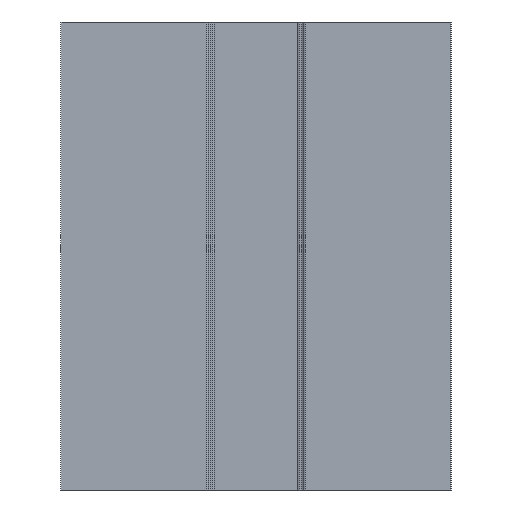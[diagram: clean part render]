
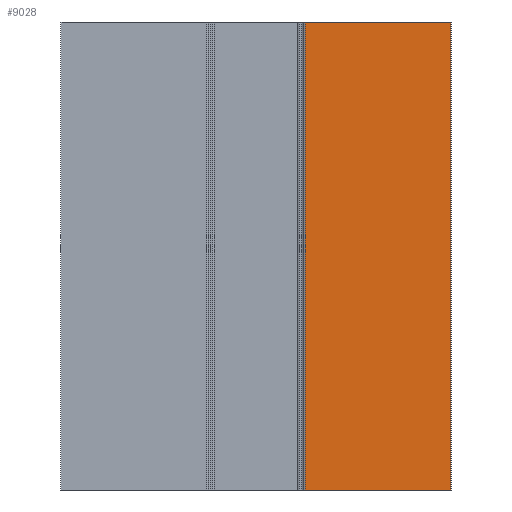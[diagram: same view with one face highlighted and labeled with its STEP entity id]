
A CAD part, front view. The second image highlights one B-rep face of the part: STEP entity #9028.
In plain terms, the highlighted planar face has unit normal (0, -1, 0).
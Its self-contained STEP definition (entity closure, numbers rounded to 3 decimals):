
#19 = CARTESIAN_POINT ( 'NONE',  ( 0., -25., 0. ) ) ;
#1271 = VECTOR ( 'NONE', #3186, 1000. ) ;
#1326 = LINE ( 'NONE', #19, #1271 ) ;
#2086 = DIRECTION ( 'NONE',  ( 0., 0., -1. ) ) ;
#2396 = FACE_OUTER_BOUND ( 'NONE', #2667, .T. ) ;
#2543 = CARTESIAN_POINT ( 'NONE',  ( 25., -25., 0. ) ) ;
#2667 = EDGE_LOOP ( 'NONE', ( #9001, #10109, #5255, #10248 ) ) ;
#2982 = EDGE_CURVE ( 'NONE', #4604, #7514, #1326, .T. ) ;
#3025 = CARTESIAN_POINT ( 'NONE',  ( 6.325, -25., 60. ) ) ;
#3186 = DIRECTION ( 'NONE',  ( 1., 0., 0. ) ) ;
#3310 = CARTESIAN_POINT ( 'NONE',  ( 6.325, -25., 60. ) ) ;
#4604 = VERTEX_POINT ( 'NONE', #10875 ) ;
#5255 = ORIENTED_EDGE ( 'NONE', *, *, #11909, .F. ) ;
#5613 = EDGE_CURVE ( 'NONE', #12039, #7514, #7028, .T. ) ;
#5693 = VERTEX_POINT ( 'NONE', #3310 ) ;
#5747 = VECTOR ( 'NONE', #2086, 1000. ) ;
#6579 = DIRECTION ( 'NONE',  ( 0., 1., 0. ) ) ;
#6788 = CARTESIAN_POINT ( 'NONE',  ( 0., -25., 60. ) ) ;
#7028 = LINE ( 'NONE', #12529, #5747 ) ;
#7207 = DIRECTION ( 'NONE',  ( 0., 0., -1. ) ) ;
#7514 = VERTEX_POINT ( 'NONE', #2543 ) ;
#7693 = EDGE_CURVE ( 'NONE', #5693, #4604, #12444, .T. ) ;
#8426 = VECTOR ( 'NONE', #7207, 1000. ) ;
#8644 = LINE ( 'NONE', #6788, #8661 ) ;
#8661 = VECTOR ( 'NONE', #10999, 1000. ) ;
#9001 = ORIENTED_EDGE ( 'NONE', *, *, #2982, .T. ) ;
#9028 = ADVANCED_FACE ( 'NONE', ( #2396 ), #11751, .F. ) ;
#9569 = AXIS2_PLACEMENT_3D ( 'NONE', #10582, #6579, #9681 ) ;
#9681 = DIRECTION ( 'NONE',  ( -1., 0., 0. ) ) ;
#10109 = ORIENTED_EDGE ( 'NONE', *, *, #5613, .F. ) ;
#10248 = ORIENTED_EDGE ( 'NONE', *, *, #7693, .T. ) ;
#10582 = CARTESIAN_POINT ( 'NONE',  ( 0., -25., 60. ) ) ;
#10875 = CARTESIAN_POINT ( 'NONE',  ( 6.325, -25., 0. ) ) ;
#10999 = DIRECTION ( 'NONE',  ( 1., 0., 0. ) ) ;
#11751 = PLANE ( 'NONE',  #9569 ) ;
#11909 = EDGE_CURVE ( 'NONE', #5693, #12039, #8644, .T. ) ;
#12039 = VERTEX_POINT ( 'NONE', #12363 ) ;
#12363 = CARTESIAN_POINT ( 'NONE',  ( 25., -25., 60. ) ) ;
#12444 = LINE ( 'NONE', #3025, #8426 ) ;
#12529 = CARTESIAN_POINT ( 'NONE',  ( 25., -25., 60. ) ) ;
